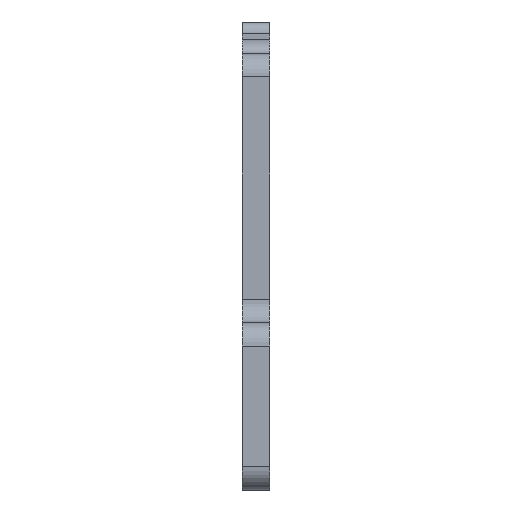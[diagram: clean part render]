
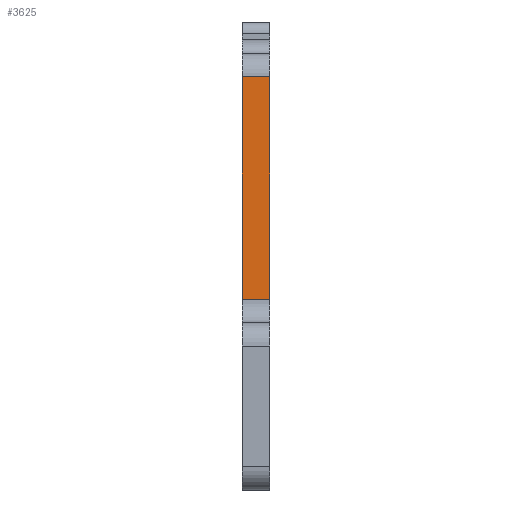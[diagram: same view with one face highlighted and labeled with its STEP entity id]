
A CAD part, left-side view. The second image highlights one B-rep face of the part: STEP entity #3625.
In plain terms, the highlighted planar face has unit normal (-1, 0, 0).
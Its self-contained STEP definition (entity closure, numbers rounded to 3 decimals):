
#64 = EDGE_CURVE ( 'NONE', #2018, #4796, #903, .T. ) ;
#135 = LINE ( 'NONE', #1167, #2235 ) ;
#256 = DIRECTION ( 'NONE',  ( 0., 0., -1. ) ) ;
#380 = CARTESIAN_POINT ( 'NONE',  ( -31.5, 3., -13. ) ) ;
#412 = CARTESIAN_POINT ( 'NONE',  ( -31.5, 0., 11. ) ) ;
#655 = VECTOR ( 'NONE', #1185, 1000. ) ;
#808 = ORIENTED_EDGE ( 'NONE', *, *, #4058, .F. ) ;
#903 = LINE ( 'NONE', #1660, #2838 ) ;
#1075 = CARTESIAN_POINT ( 'NONE',  ( -31.5, 0., -13. ) ) ;
#1167 = CARTESIAN_POINT ( 'NONE',  ( -31.5, 0., 0. ) ) ;
#1185 = DIRECTION ( 'NONE',  ( 0., -1., 0. ) ) ;
#1311 = CARTESIAN_POINT ( 'NONE',  ( -31.5, 3., -13. ) ) ;
#1317 = EDGE_CURVE ( 'NONE', #4796, #5668, #4558, .T. ) ;
#1540 = DIRECTION ( 'NONE',  ( 0., 0., -1. ) ) ;
#1556 = LINE ( 'NONE', #3993, #4476 ) ;
#1593 = ORIENTED_EDGE ( 'NONE', *, *, #1317, .T. ) ;
#1660 = CARTESIAN_POINT ( 'NONE',  ( -31.5, 3., 0. ) ) ;
#1693 = DIRECTION ( 'NONE',  ( 0., 0., 1. ) ) ;
#1755 = FACE_OUTER_BOUND ( 'NONE', #5194, .T. ) ;
#2018 = VERTEX_POINT ( 'NONE', #4786 ) ;
#2170 = DIRECTION ( 'NONE',  ( -1., 0., 0. ) ) ;
#2235 = VECTOR ( 'NONE', #1540, 1000. ) ;
#2295 = CARTESIAN_POINT ( 'NONE',  ( -31.5, 3., 0. ) ) ;
#2652 = ORIENTED_EDGE ( 'NONE', *, *, #3450, .F. ) ;
#2838 = VECTOR ( 'NONE', #256, 1000. ) ;
#3450 = EDGE_CURVE ( 'NONE', #4959, #5668, #135, .T. ) ;
#3625 = ADVANCED_FACE ( 'NONE', ( #1755 ), #3662, .T. ) ;
#3662 = PLANE ( 'NONE',  #4027 ) ;
#3770 = ORIENTED_EDGE ( 'NONE', *, *, #64, .T. ) ;
#3871 = DIRECTION ( 'NONE',  ( 0., -1., 0. ) ) ;
#3993 = CARTESIAN_POINT ( 'NONE',  ( -31.5, 3., 11. ) ) ;
#4027 = AXIS2_PLACEMENT_3D ( 'NONE', #2295, #2170, #1693 ) ;
#4058 = EDGE_CURVE ( 'NONE', #2018, #4959, #1556, .T. ) ;
#4476 = VECTOR ( 'NONE', #3871, 1000. ) ;
#4558 = LINE ( 'NONE', #1311, #655 ) ;
#4786 = CARTESIAN_POINT ( 'NONE',  ( -31.5, 3., 11. ) ) ;
#4796 = VERTEX_POINT ( 'NONE', #380 ) ;
#4959 = VERTEX_POINT ( 'NONE', #412 ) ;
#5194 = EDGE_LOOP ( 'NONE', ( #2652, #808, #3770, #1593 ) ) ;
#5668 = VERTEX_POINT ( 'NONE', #1075 ) ;
